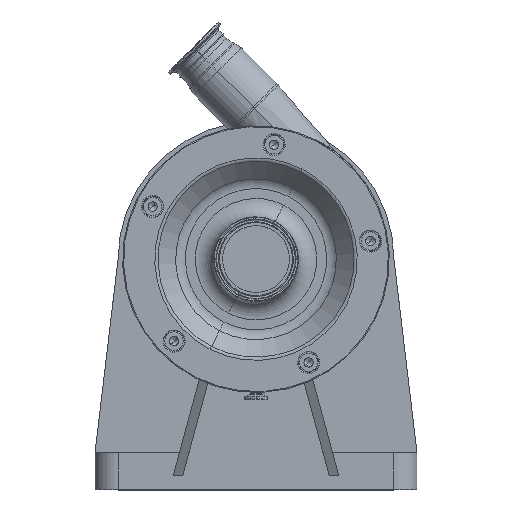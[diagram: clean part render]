
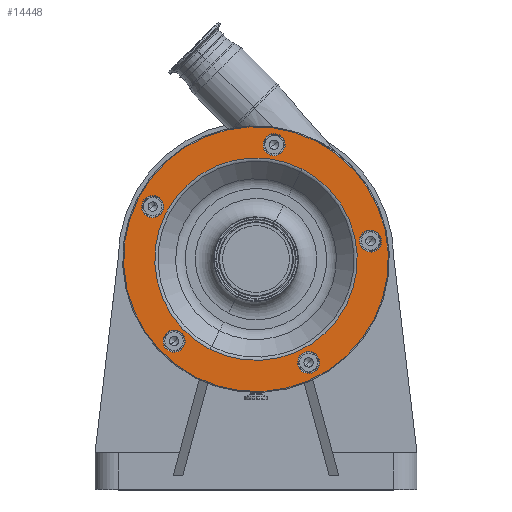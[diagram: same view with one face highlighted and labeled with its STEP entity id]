
A CAD part, top view. The second image highlights one B-rep face of the part: STEP entity #14448.
In plain terms, the highlighted planar face has unit normal (0, 0, 1).
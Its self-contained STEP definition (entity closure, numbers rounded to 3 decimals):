
#39 = CARTESIAN_POINT ( 'NONE',  ( 119.001, 9.019, 294.5 ) ) ;
#293 = CARTESIAN_POINT ( 'NONE',  ( -65.375, -128.305, 294.5 ) ) ;
#332 = EDGE_LOOP ( 'NONE', ( #11903, #16076 ) ) ;
#579 = CARTESIAN_POINT ( 'NONE',  ( 25.159, 135.141, 294.5 ) ) ;
#729 = EDGE_CURVE ( 'NONE', #5869, #11946, #9416, .T. ) ;
#825 = DIRECTION ( 'NONE',  ( 0., 0., 1. ) ) ;
#861 = ORIENTED_EDGE ( 'NONE', *, *, #8389, .F. ) ;
#885 = AXIS2_PLACEMENT_3D ( 'NONE', #7618, #20509, #6022 ) ;
#991 = DIRECTION ( 'NONE',  ( 0., 0., 1. ) ) ;
#1095 = FACE_OUTER_BOUND ( 'NONE', #15044, .T. ) ;
#1318 = CIRCLE ( 'NONE', #1652, 110.071 ) ;
#1409 = ORIENTED_EDGE ( 'NONE', *, *, #2694, .T. ) ;
#1652 = AXIS2_PLACEMENT_3D ( 'NONE', #8829, #10793, #17242 ) ;
#1751 = VERTEX_POINT ( 'NONE', #11959 ) ;
#1894 = VERTEX_POINT ( 'NONE', #8317 ) ;
#2142 = CARTESIAN_POINT ( 'NONE',  ( 62.651, -101.575, 294.5 ) ) ;
#2153 = AXIS2_PLACEMENT_3D ( 'NONE', #13027, #20763, #20863 ) ;
#2349 = AXIS2_PLACEMENT_3D ( 'NONE', #19043, #6361, #4566 ) ;
#2659 = CARTESIAN_POINT ( 'NONE',  ( -49.971, -98.074, 294.5 ) ) ;
#2694 = EDGE_CURVE ( 'NONE', #9141, #16968, #9858, .T. ) ;
#2803 = CARTESIAN_POINT ( 'NONE',  ( 19.711, 124.449, 294.5 ) ) ;
#3353 = CIRCLE ( 'NONE', #20237, 144. ) ;
#3430 = VERTEX_POINT ( 'NONE', #2142 ) ;
#3608 = AXIS2_PLACEMENT_3D ( 'NONE', #2803, #14200, #9246 ) ;
#3631 = DIRECTION ( 'NONE',  ( 0.454, 0.891, 0. ) ) ;
#3860 = EDGE_LOOP ( 'NONE', ( #4175, #12304 ) ) ;
#3945 = CARTESIAN_POINT ( 'NONE',  ( 0., 0., 294.5 ) ) ;
#3998 = DIRECTION ( 'NONE',  ( 0., 0., 1. ) ) ;
#4136 = EDGE_CURVE ( 'NONE', #14889, #3430, #16941, .T. ) ;
#4157 = CARTESIAN_POINT ( 'NONE',  ( -89.095, -89.095, 294.5 ) ) ;
#4175 = ORIENTED_EDGE ( 'NONE', *, *, #16424, .F. ) ;
#4274 = ORIENTED_EDGE ( 'NONE', *, *, #8227, .F. ) ;
#4449 = DIRECTION ( 'NONE',  ( 0., 0., -1. ) ) ;
#4515 = EDGE_CURVE ( 'NONE', #6121, #6240, #11906, .T. ) ;
#4566 = DIRECTION ( 'NONE',  ( 0.454, 0.891, 0. ) ) ;
#5090 = CARTESIAN_POINT ( 'NONE',  ( 0., 0., 294.5 ) ) ;
#5341 = CARTESIAN_POINT ( 'NONE',  ( 129.897, 30.403, 294.5 ) ) ;
#5575 = EDGE_CURVE ( 'NONE', #11946, #5869, #8561, .T. ) ;
#5869 = VERTEX_POINT ( 'NONE', #39 ) ;
#6022 = DIRECTION ( 'NONE',  ( 0.454, 0.891, 0. ) ) ;
#6121 = VERTEX_POINT ( 'NONE', #10574 ) ;
#6135 = FACE_BOUND ( 'NONE', #18114, .T. ) ;
#6198 = DIRECTION ( 'NONE',  ( 0., 0., 1. ) ) ;
#6240 = VERTEX_POINT ( 'NONE', #20598 ) ;
#6361 = DIRECTION ( 'NONE',  ( 0., 0., 1. ) ) ;
#6592 = AXIS2_PLACEMENT_3D ( 'NONE', #4157, #991, #13756 ) ;
#6923 = VERTEX_POINT ( 'NONE', #579 ) ;
#6935 = CARTESIAN_POINT ( 'NONE',  ( 0., 0., 294.5 ) ) ;
#6952 = CIRCLE ( 'NONE', #885, 12. ) ;
#7199 = CARTESIAN_POINT ( 'NONE',  ( -83.648, -78.403, 294.5 ) ) ;
#7337 = DIRECTION ( 'NONE',  ( 0.454, 0.891, 0. ) ) ;
#7495 = AXIS2_PLACEMENT_3D ( 'NONE', #14218, #6198, #9780 ) ;
#7501 = VERTEX_POINT ( 'NONE', #7199 ) ;
#7618 = CARTESIAN_POINT ( 'NONE',  ( -89.095, -89.095, 294.5 ) ) ;
#7837 = AXIS2_PLACEMENT_3D ( 'NONE', #11125, #17784, #10917 ) ;
#8149 = CIRCLE ( 'NONE', #13867, 110.071 ) ;
#8227 = EDGE_CURVE ( 'NONE', #1894, #7501, #15682, .T. ) ;
#8317 = CARTESIAN_POINT ( 'NONE',  ( -94.543, -99.788, 294.5 ) ) ;
#8368 = DIRECTION ( 'NONE',  ( 0.454, 0.891, 0. ) ) ;
#8389 = EDGE_CURVE ( 'NONE', #7501, #1894, #6952, .T. ) ;
#8396 = ORIENTED_EDGE ( 'NONE', *, *, #12238, .F. ) ;
#8423 = ORIENTED_EDGE ( 'NONE', *, *, #17498, .T. ) ;
#8561 = CIRCLE ( 'NONE', #2153, 12. ) ;
#8829 = CARTESIAN_POINT ( 'NONE',  ( 0., 0., 294.5 ) ) ;
#9095 = CARTESIAN_POINT ( 'NONE',  ( -128.305, 65.375, 294.5 ) ) ;
#9141 = VERTEX_POINT ( 'NONE', #293 ) ;
#9246 = DIRECTION ( 'NONE',  ( 0.454, 0.891, 0. ) ) ;
#9416 = CIRCLE ( 'NONE', #18222, 12. ) ;
#9482 = CARTESIAN_POINT ( 'NONE',  ( 57.203, -112.267, 294.5 ) ) ;
#9772 = CARTESIAN_POINT ( 'NONE',  ( 51.755, -122.959, 294.5 ) ) ;
#9780 = DIRECTION ( 'NONE',  ( 0.454, 0.891, 0. ) ) ;
#9858 = CIRCLE ( 'NONE', #15587, 144. ) ;
#9971 = EDGE_LOOP ( 'NONE', ( #861, #4274 ) ) ;
#10005 = CARTESIAN_POINT ( 'NONE',  ( 65.375, 128.305, 294.5 ) ) ;
#10121 = DIRECTION ( 'NONE',  ( 0.454, 0.891, 0. ) ) ;
#10134 = ORIENTED_EDGE ( 'NONE', *, *, #18973, .F. ) ;
#10450 = ORIENTED_EDGE ( 'NONE', *, *, #4136, .F. ) ;
#10574 = CARTESIAN_POINT ( 'NONE',  ( -106.819, 67.895, 294.5 ) ) ;
#10793 = DIRECTION ( 'NONE',  ( 0., 0., 1. ) ) ;
#10844 = CIRCLE ( 'NONE', #16260, 12. ) ;
#10917 = DIRECTION ( 'NONE',  ( 0.454, 0.891, 0. ) ) ;
#10986 = FACE_BOUND ( 'NONE', #20069, .T. ) ;
#11001 = CARTESIAN_POINT ( 'NONE',  ( 49.971, 98.074, 294.5 ) ) ;
#11046 = EDGE_CURVE ( 'NONE', #1751, #6923, #19810, .T. ) ;
#11125 = CARTESIAN_POINT ( 'NONE',  ( -112.267, 57.203, 294.5 ) ) ;
#11546 = ORIENTED_EDGE ( 'NONE', *, *, #15925, .F. ) ;
#11814 = AXIS2_PLACEMENT_3D ( 'NONE', #9095, #4449, #12364 ) ;
#11903 = ORIENTED_EDGE ( 'NONE', *, *, #5575, .F. ) ;
#11906 = CIRCLE ( 'NONE', #7837, 12. ) ;
#11946 = VERTEX_POINT ( 'NONE', #5341 ) ;
#11959 = CARTESIAN_POINT ( 'NONE',  ( 14.263, 113.757, 294.5 ) ) ;
#11976 = DIRECTION ( 'NONE',  ( 0., 0., 1. ) ) ;
#12019 = EDGE_CURVE ( 'NONE', #16588, #19732, #1318, .T. ) ;
#12213 = CIRCLE ( 'NONE', #16599, 12. ) ;
#12238 = EDGE_CURVE ( 'NONE', #6240, #6121, #13472, .T. ) ;
#12304 = ORIENTED_EDGE ( 'NONE', *, *, #11046, .F. ) ;
#12364 = DIRECTION ( 'NONE',  ( -0.454, -0.891, 0. ) ) ;
#12477 = CARTESIAN_POINT ( 'NONE',  ( 19.711, 124.449, 294.5 ) ) ;
#12574 = PLANE ( 'NONE',  #11814 ) ;
#13027 = CARTESIAN_POINT ( 'NONE',  ( 124.449, 19.711, 294.5 ) ) ;
#13246 = ORIENTED_EDGE ( 'NONE', *, *, #4515, .F. ) ;
#13472 = CIRCLE ( 'NONE', #2349, 12. ) ;
#13756 = DIRECTION ( 'NONE',  ( 0.454, 0.891, 0. ) ) ;
#13851 = FACE_BOUND ( 'NONE', #332, .T. ) ;
#13867 = AXIS2_PLACEMENT_3D ( 'NONE', #3945, #11976, #3631 ) ;
#14111 = DIRECTION ( 'NONE',  ( 0.454, 0.891, 0. ) ) ;
#14146 = FACE_BOUND ( 'NONE', #3860, .T. ) ;
#14200 = DIRECTION ( 'NONE',  ( 0., 0., 1. ) ) ;
#14218 = CARTESIAN_POINT ( 'NONE',  ( 57.203, -112.267, 294.5 ) ) ;
#14448 = ADVANCED_FACE ( 'NONE', ( #14146, #13851, #20616, #10986, #6135, #1095, #18727 ), #12574, .F. ) ;
#14889 = VERTEX_POINT ( 'NONE', #9772 ) ;
#15044 = EDGE_LOOP ( 'NONE', ( #8423, #1409 ) ) ;
#15266 = ORIENTED_EDGE ( 'NONE', *, *, #12019, .F. ) ;
#15315 = CARTESIAN_POINT ( 'NONE',  ( 124.449, 19.711, 294.5 ) ) ;
#15462 = DIRECTION ( 'NONE',  ( 0., 0., 1. ) ) ;
#15587 = AXIS2_PLACEMENT_3D ( 'NONE', #5090, #16610, #8368 ) ;
#15682 = CIRCLE ( 'NONE', #6592, 12. ) ;
#15925 = EDGE_CURVE ( 'NONE', #3430, #14889, #12213, .T. ) ;
#16076 = ORIENTED_EDGE ( 'NONE', *, *, #729, .F. ) ;
#16260 = AXIS2_PLACEMENT_3D ( 'NONE', #12477, #15462, #7337 ) ;
#16424 = EDGE_CURVE ( 'NONE', #6923, #1751, #10844, .T. ) ;
#16588 = VERTEX_POINT ( 'NONE', #11001 ) ;
#16599 = AXIS2_PLACEMENT_3D ( 'NONE', #9482, #18789, #14111 ) ;
#16610 = DIRECTION ( 'NONE',  ( 0., 0., 1. ) ) ;
#16845 = DIRECTION ( 'NONE',  ( 0.454, 0.891, 0. ) ) ;
#16941 = CIRCLE ( 'NONE', #7495, 12. ) ;
#16968 = VERTEX_POINT ( 'NONE', #10005 ) ;
#17242 = DIRECTION ( 'NONE',  ( 0.454, 0.891, 0. ) ) ;
#17498 = EDGE_CURVE ( 'NONE', #16968, #9141, #3353, .T. ) ;
#17784 = DIRECTION ( 'NONE',  ( 0., 0., 1. ) ) ;
#17898 = EDGE_LOOP ( 'NONE', ( #11546, #10450 ) ) ;
#18114 = EDGE_LOOP ( 'NONE', ( #15266, #10134 ) ) ;
#18222 = AXIS2_PLACEMENT_3D ( 'NONE', #15315, #3998, #10121 ) ;
#18727 = FACE_BOUND ( 'NONE', #9971, .T. ) ;
#18789 = DIRECTION ( 'NONE',  ( 0., 0., 1. ) ) ;
#18973 = EDGE_CURVE ( 'NONE', #19732, #16588, #8149, .T. ) ;
#19043 = CARTESIAN_POINT ( 'NONE',  ( -112.267, 57.203, 294.5 ) ) ;
#19732 = VERTEX_POINT ( 'NONE', #2659 ) ;
#19810 = CIRCLE ( 'NONE', #3608, 12. ) ;
#20069 = EDGE_LOOP ( 'NONE', ( #13246, #8396 ) ) ;
#20237 = AXIS2_PLACEMENT_3D ( 'NONE', #6935, #825, #16845 ) ;
#20509 = DIRECTION ( 'NONE',  ( 0., 0., 1. ) ) ;
#20598 = CARTESIAN_POINT ( 'NONE',  ( -117.715, 46.511, 294.5 ) ) ;
#20616 = FACE_BOUND ( 'NONE', #17898, .T. ) ;
#20763 = DIRECTION ( 'NONE',  ( 0., 0., 1. ) ) ;
#20863 = DIRECTION ( 'NONE',  ( 0.454, 0.891, 0. ) ) ;
